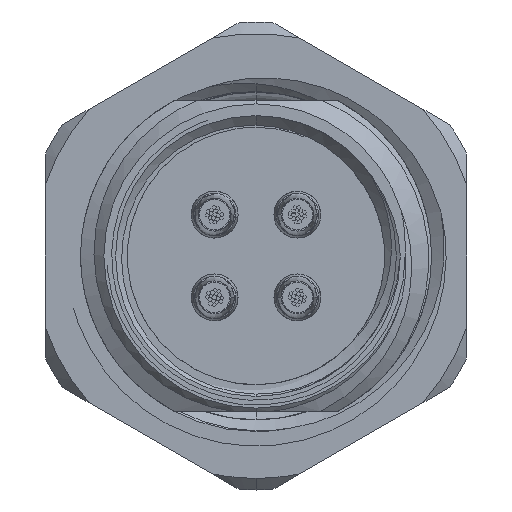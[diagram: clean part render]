
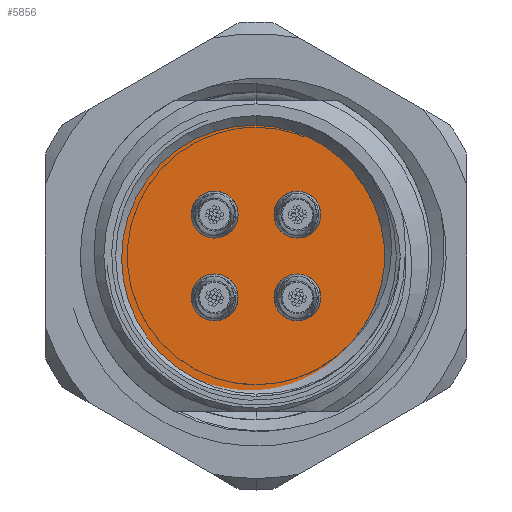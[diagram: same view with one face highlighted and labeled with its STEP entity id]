
A CAD part, left-side view. The second image highlights one B-rep face of the part: STEP entity #5856.
In plain terms, the highlighted planar face has unit normal (-1, 0, 0).
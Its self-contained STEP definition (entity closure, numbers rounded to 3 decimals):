
#318 = EDGE_LOOP ( 'NONE', ( #21484, #22556 ) ) ;
#901 = EDGE_LOOP ( 'NONE', ( #4731, #20030 ) ) ;
#1119 = VERTEX_POINT ( 'NONE', #8643 ) ;
#1387 = AXIS2_PLACEMENT_3D ( 'NONE', #4646, #16227, #21680 ) ;
#1753 = CARTESIAN_POINT ( 'NONE',  ( -13., -1.768, -1.768 ) ) ;
#1815 = AXIS2_PLACEMENT_3D ( 'NONE', #7989, #22824, #20413 ) ;
#2029 = DIRECTION ( 'NONE',  ( -1., 0., 0. ) ) ;
#2086 = CARTESIAN_POINT ( 'NONE',  ( -13., -2.468, 1.768 ) ) ;
#2588 = DIRECTION ( 'NONE',  ( -1., 0., 0. ) ) ;
#2762 = AXIS2_PLACEMENT_3D ( 'NONE', #5127, #16234, #21458 ) ;
#3573 = DIRECTION ( 'NONE',  ( -1., 0., 0. ) ) ;
#3755 = EDGE_LOOP ( 'NONE', ( #22935, #6332 ) ) ;
#3805 = CARTESIAN_POINT ( 'NONE',  ( -13., -1.768, 1.768 ) ) ;
#3811 = DIRECTION ( 'NONE',  ( -1., 0., 0. ) ) ;
#4646 = CARTESIAN_POINT ( 'NONE',  ( -13., 0., 0. ) ) ;
#4668 = AXIS2_PLACEMENT_3D ( 'NONE', #3805, #3573, #13056 ) ;
#4731 = ORIENTED_EDGE ( 'NONE', *, *, #12501, .F. ) ;
#4763 = EDGE_CURVE ( 'NONE', #16129, #17539, #12466, .T. ) ;
#5127 = CARTESIAN_POINT ( 'NONE',  ( -13., 1.768, 1.768 ) ) ;
#5456 = CIRCLE ( 'NONE', #4668, 0.7 ) ;
#5856 = ADVANCED_FACE ( 'NONE', ( #11272, #11720, #6329, #6210, #19258 ), #20956, .T. ) ;
#6210 = FACE_BOUND ( 'NONE', #7205, .T. ) ;
#6329 = FACE_BOUND ( 'NONE', #3755, .T. ) ;
#6332 = ORIENTED_EDGE ( 'NONE', *, *, #7017, .F. ) ;
#6512 = VERTEX_POINT ( 'NONE', #7527 ) ;
#7017 = EDGE_CURVE ( 'NONE', #9300, #9789, #14551, .T. ) ;
#7205 = EDGE_LOOP ( 'NONE', ( #9815, #13675 ) ) ;
#7491 = DIRECTION ( 'NONE',  ( 0., -1., 0. ) ) ;
#7527 = CARTESIAN_POINT ( 'NONE',  ( -13., 1.068, 1.768 ) ) ;
#7989 = CARTESIAN_POINT ( 'NONE',  ( -13., 1.768, -1.768 ) ) ;
#8542 = EDGE_CURVE ( 'NONE', #17539, #16129, #11893, .T. ) ;
#8643 = CARTESIAN_POINT ( 'NONE',  ( -13., 1.068, -1.768 ) ) ;
#8871 = CIRCLE ( 'NONE', #14693, 0.7 ) ;
#9032 = DIRECTION ( 'NONE',  ( 1., 0., 0. ) ) ;
#9271 = CARTESIAN_POINT ( 'NONE',  ( -13., 0., 0. ) ) ;
#9300 = VERTEX_POINT ( 'NONE', #9713 ) ;
#9664 = DIRECTION ( 'NONE',  ( 0., -1., 0. ) ) ;
#9713 = CARTESIAN_POINT ( 'NONE',  ( -13., -1.068, 1.768 ) ) ;
#9789 = VERTEX_POINT ( 'NONE', #2086 ) ;
#9815 = ORIENTED_EDGE ( 'NONE', *, *, #19376, .F. ) ;
#9897 = DIRECTION ( 'NONE',  ( -1., 0., 0. ) ) ;
#10079 = ORIENTED_EDGE ( 'NONE', *, *, #4763, .F. ) ;
#10118 = DIRECTION ( 'NONE',  ( -1., 0., 0. ) ) ;
#10229 = CARTESIAN_POINT ( 'NONE',  ( -13., 1.768, -1.768 ) ) ;
#10497 = CIRCLE ( 'NONE', #1815, 0.7 ) ;
#10940 = AXIS2_PLACEMENT_3D ( 'NONE', #9271, #9032, #13150 ) ;
#10977 = AXIS2_PLACEMENT_3D ( 'NONE', #19380, #2588, #7491 ) ;
#11272 = FACE_BOUND ( 'NONE', #318, .T. ) ;
#11429 = VERTEX_POINT ( 'NONE', #20318 ) ;
#11720 = FACE_BOUND ( 'NONE', #901, .T. ) ;
#11893 = CIRCLE ( 'NONE', #1387, 6. ) ;
#12312 = CARTESIAN_POINT ( 'NONE',  ( -13., 2.468, -1.768 ) ) ;
#12459 = DIRECTION ( 'NONE',  ( -1., 0., 0. ) ) ;
#12466 = CIRCLE ( 'NONE', #10940, 6. ) ;
#12501 = EDGE_CURVE ( 'NONE', #11429, #21672, #8871, .T. ) ;
#13056 = DIRECTION ( 'NONE',  ( 0., -1., 0. ) ) ;
#13150 = DIRECTION ( 'NONE',  ( 0., 1., 0. ) ) ;
#13341 = CARTESIAN_POINT ( 'NONE',  ( -13., -1.768, 1.768 ) ) ;
#13418 = CARTESIAN_POINT ( 'NONE',  ( -13., -1.768, -1.768 ) ) ;
#13675 = ORIENTED_EDGE ( 'NONE', *, *, #14372, .F. ) ;
#13687 = EDGE_CURVE ( 'NONE', #21672, #11429, #17485, .T. ) ;
#14372 = EDGE_CURVE ( 'NONE', #19998, #1119, #10497, .T. ) ;
#14398 = CIRCLE ( 'NONE', #2762, 0.7 ) ;
#14551 = CIRCLE ( 'NONE', #15739, 0.7 ) ;
#14693 = AXIS2_PLACEMENT_3D ( 'NONE', #13418, #3811, #9664 ) ;
#14750 = AXIS2_PLACEMENT_3D ( 'NONE', #1753, #12459, #22194 ) ;
#15072 = VERTEX_POINT ( 'NONE', #16323 ) ;
#15372 = CARTESIAN_POINT ( 'NONE',  ( -13., -1.068, -1.768 ) ) ;
#15500 = DIRECTION ( 'NONE',  ( 0., -1., 0. ) ) ;
#15566 = AXIS2_PLACEMENT_3D ( 'NONE', #10229, #10118, #23113 ) ;
#15739 = AXIS2_PLACEMENT_3D ( 'NONE', #13341, #2029, #20756 ) ;
#16003 = CARTESIAN_POINT ( 'NONE',  ( -13., 6., 0. ) ) ;
#16008 = AXIS2_PLACEMENT_3D ( 'NONE', #19499, #9897, #15500 ) ;
#16129 = VERTEX_POINT ( 'NONE', #20741 ) ;
#16227 = DIRECTION ( 'NONE',  ( 1., 0., 0. ) ) ;
#16234 = DIRECTION ( 'NONE',  ( -1., 0., 0. ) ) ;
#16323 = CARTESIAN_POINT ( 'NONE',  ( -13., 2.468, 1.768 ) ) ;
#17124 = CIRCLE ( 'NONE', #15566, 0.7 ) ;
#17485 = CIRCLE ( 'NONE', #14750, 0.7 ) ;
#17539 = VERTEX_POINT ( 'NONE', #16003 ) ;
#18593 = EDGE_LOOP ( 'NONE', ( #23870, #10079 ) ) ;
#19258 = FACE_OUTER_BOUND ( 'NONE', #18593, .T. ) ;
#19376 = EDGE_CURVE ( 'NONE', #1119, #19998, #17124, .T. ) ;
#19380 = CARTESIAN_POINT ( 'NONE',  ( -13., 0., 0. ) ) ;
#19499 = CARTESIAN_POINT ( 'NONE',  ( -13., 1.768, 1.768 ) ) ;
#19998 = VERTEX_POINT ( 'NONE', #12312 ) ;
#20030 = ORIENTED_EDGE ( 'NONE', *, *, #13687, .F. ) ;
#20318 = CARTESIAN_POINT ( 'NONE',  ( -13., -2.468, -1.768 ) ) ;
#20413 = DIRECTION ( 'NONE',  ( 0., -1., 0. ) ) ;
#20741 = CARTESIAN_POINT ( 'NONE',  ( -13., -6., 0. ) ) ;
#20756 = DIRECTION ( 'NONE',  ( 0., -1., 0. ) ) ;
#20956 = PLANE ( 'NONE',  #10977 ) ;
#21417 = EDGE_CURVE ( 'NONE', #15072, #6512, #14398, .T. ) ;
#21458 = DIRECTION ( 'NONE',  ( 0., -1., 0. ) ) ;
#21484 = ORIENTED_EDGE ( 'NONE', *, *, #22487, .F. ) ;
#21568 = EDGE_CURVE ( 'NONE', #9789, #9300, #5456, .T. ) ;
#21672 = VERTEX_POINT ( 'NONE', #15372 ) ;
#21680 = DIRECTION ( 'NONE',  ( 0., 1., 0. ) ) ;
#22194 = DIRECTION ( 'NONE',  ( 0., -1., 0. ) ) ;
#22487 = EDGE_CURVE ( 'NONE', #6512, #15072, #22994, .T. ) ;
#22556 = ORIENTED_EDGE ( 'NONE', *, *, #21417, .F. ) ;
#22824 = DIRECTION ( 'NONE',  ( -1., 0., 0. ) ) ;
#22935 = ORIENTED_EDGE ( 'NONE', *, *, #21568, .F. ) ;
#22994 = CIRCLE ( 'NONE', #16008, 0.7 ) ;
#23113 = DIRECTION ( 'NONE',  ( 0., -1., 0. ) ) ;
#23870 = ORIENTED_EDGE ( 'NONE', *, *, #8542, .F. ) ;
